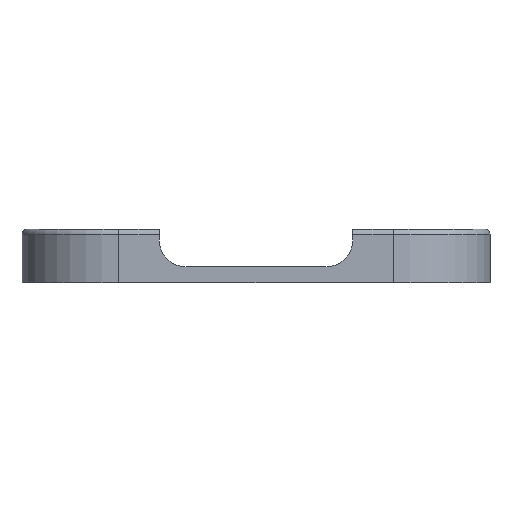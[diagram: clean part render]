
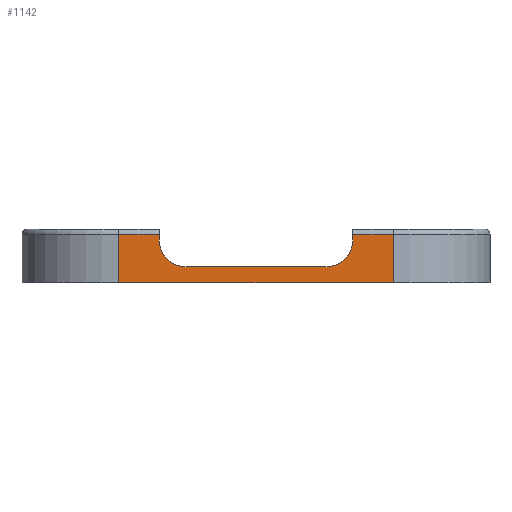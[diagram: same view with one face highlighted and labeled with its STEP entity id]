
A CAD part, left-side view. The second image highlights one B-rep face of the part: STEP entity #1142.
In plain terms, the highlighted planar face has unit normal (-1, 0, 0).
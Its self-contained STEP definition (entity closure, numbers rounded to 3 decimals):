
#66=FACE_OUTER_BOUND('',#131,.T.);
#131=EDGE_LOOP('',(#803,#804,#805,#806,#807,#808,#809,#810,#811,#812));
#200=CIRCLE('',#1232,5.);
#202=CIRCLE('',#1236,5.);
#265=LINE('',#1749,#369);
#277=LINE('',#1794,#381);
#281=LINE('',#1806,#385);
#283=LINE('',#1813,#387);
#284=LINE('',#1815,#388);
#285=LINE('',#1817,#389);
#286=LINE('',#1819,#390);
#287=LINE('',#1820,#391);
#369=VECTOR('',#1364,10.);
#381=VECTOR('',#1406,10.);
#385=VECTOR('',#1418,10.);
#387=VECTOR('',#1428,10.);
#388=VECTOR('',#1429,10.);
#389=VECTOR('',#1430,10.);
#390=VECTOR('',#1431,10.);
#391=VECTOR('',#1432,10.);
#475=VERTEX_POINT('',#1746);
#476=VERTEX_POINT('',#1748);
#493=VERTEX_POINT('',#1791);
#494=VERTEX_POINT('',#1793);
#496=VERTEX_POINT('',#1799);
#498=VERTEX_POINT('',#1805);
#499=VERTEX_POINT('',#1812);
#500=VERTEX_POINT('',#1814);
#501=VERTEX_POINT('',#1816);
#502=VERTEX_POINT('',#1818);
#587=EDGE_CURVE('',#476,#475,#265,.T.);
#609=EDGE_CURVE('',#494,#493,#277,.T.);
#612=EDGE_CURVE('',#496,#494,#200,.T.);
#615=EDGE_CURVE('',#498,#496,#281,.T.);
#618=EDGE_CURVE('',#475,#498,#202,.T.);
#619=EDGE_CURVE('',#499,#493,#283,.T.);
#620=EDGE_CURVE('',#500,#499,#284,.T.);
#621=EDGE_CURVE('',#501,#500,#285,.T.);
#622=EDGE_CURVE('',#501,#502,#286,.T.);
#623=EDGE_CURVE('',#476,#502,#287,.T.);
#803=ORIENTED_EDGE('',*,*,#587,.T.);
#804=ORIENTED_EDGE('',*,*,#618,.T.);
#805=ORIENTED_EDGE('',*,*,#615,.T.);
#806=ORIENTED_EDGE('',*,*,#612,.T.);
#807=ORIENTED_EDGE('',*,*,#609,.T.);
#808=ORIENTED_EDGE('',*,*,#619,.F.);
#809=ORIENTED_EDGE('',*,*,#620,.F.);
#810=ORIENTED_EDGE('',*,*,#621,.F.);
#811=ORIENTED_EDGE('',*,*,#622,.T.);
#812=ORIENTED_EDGE('',*,*,#623,.F.);
#1113=PLANE('',#1237);
#1142=ADVANCED_FACE('',(#66),#1113,.T.);
#1232=AXIS2_PLACEMENT_3D('',#1800,#1412,#1413);
#1236=AXIS2_PLACEMENT_3D('',#1810,#1424,#1425);
#1237=AXIS2_PLACEMENT_3D('',#1811,#1426,#1427);
#1364=DIRECTION('',(0.,0.,-1.));
#1406=DIRECTION('',(0.,0.,1.));
#1412=DIRECTION('center_axis',(1.,0.,0.));
#1413=DIRECTION('ref_axis',(0.,0.,-1.));
#1418=DIRECTION('',(0.,1.,0.));
#1424=DIRECTION('center_axis',(1.,0.,0.));
#1425=DIRECTION('ref_axis',(0.,-1.,0.));
#1426=DIRECTION('center_axis',(-1.,0.,0.));
#1427=DIRECTION('ref_axis',(0.,-1.,0.));
#1428=DIRECTION('',(0.,-1.,0.));
#1429=DIRECTION('',(0.,0.,1.));
#1430=DIRECTION('',(0.,1.,0.));
#1431=DIRECTION('',(0.,0.,1.));
#1432=DIRECTION('',(0.,-1.,0.));
#1746=CARTESIAN_POINT('',(-81.,-18.,8.));
#1748=CARTESIAN_POINT('',(-81.,-18.,9.));
#1749=CARTESIAN_POINT('',(-81.,-18.,7.5));
#1791=CARTESIAN_POINT('',(-81.,18.,9.));
#1793=CARTESIAN_POINT('',(-81.,18.,8.));
#1794=CARTESIAN_POINT('',(-81.,18.,4.));
#1799=CARTESIAN_POINT('',(-81.,13.,3.));
#1800=CARTESIAN_POINT('Origin',(-81.,13.,8.));
#1805=CARTESIAN_POINT('',(-81.,-13.,3.));
#1806=CARTESIAN_POINT('',(-81.,6.25,3.));
#1810=CARTESIAN_POINT('Origin',(-81.,-13.,8.));
#1811=CARTESIAN_POINT('Origin',(-81.,25.5,0.));
#1812=CARTESIAN_POINT('',(-81.,25.5,9.));
#1813=CARTESIAN_POINT('',(-81.,12.75,9.));
#1814=CARTESIAN_POINT('',(-81.,25.5,0.));
#1815=CARTESIAN_POINT('',(-81.,25.5,0.));
#1816=CARTESIAN_POINT('',(-81.,-25.5,0.));
#1817=CARTESIAN_POINT('',(-81.,-25.5,0.));
#1818=CARTESIAN_POINT('',(-81.,-25.5,9.));
#1819=CARTESIAN_POINT('',(-81.,-25.5,0.));
#1820=CARTESIAN_POINT('',(-81.,12.75,9.));
